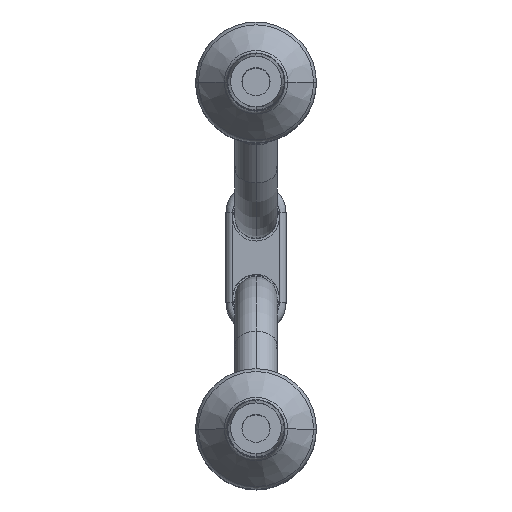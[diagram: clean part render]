
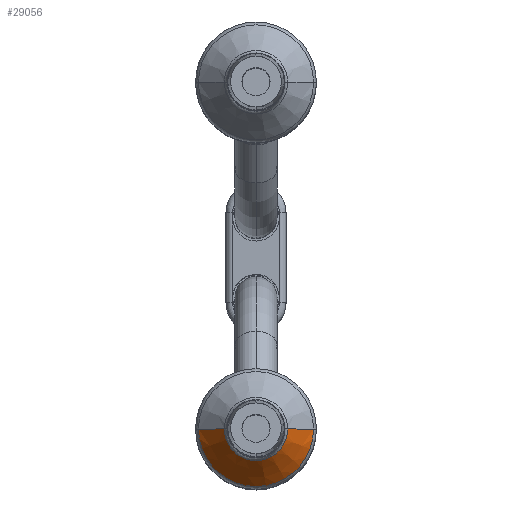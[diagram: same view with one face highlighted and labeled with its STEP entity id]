
A CAD part, top view. The second image highlights one B-rep face of the part: STEP entity #29056.
In plain terms, the highlighted conical face has half-angle 38.66 degrees and reference radius 1.7 mm.
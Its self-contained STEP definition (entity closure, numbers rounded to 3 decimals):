
#24734=CARTESIAN_POINT('',(13.037,0.,0.));
#24735=DIRECTION('',(-1.,0.,0.));
#24736=DIRECTION('',(0.,0.,1.));
#24737=AXIS2_PLACEMENT_3D('',#24734,#24735,#24736);
#24739=DIRECTION('',(-0.781,0.,-0.625));
#24740=VECTOR('',#24739,1.57);
#24741=CARTESIAN_POINT('',(14.263,0.,
-1.21));
#24742=LINE('',#24741,#24740);
#24743=CARTESIAN_POINT('',(14.263,0.,0.));
#24744=DIRECTION('',(1.,0.,0.));
#24745=DIRECTION('',(0.,0.,-1.));
#24746=AXIS2_PLACEMENT_3D('',#24743,#24744,#24745);
#24748=DIRECTION('',(-0.781,0.,0.625));
#24749=VECTOR('',#24748,1.57);
#24750=CARTESIAN_POINT('',(14.263,0.,
1.21));
#24751=LINE('',#24750,#24749);
#28086=CARTESIAN_POINT('',(14.263,0.,1.21));
#28087=CARTESIAN_POINT('',(14.263,0.,-1.21));
#28088=VERTEX_POINT('',#28086);
#28089=VERTEX_POINT('',#28087);
#28098=CARTESIAN_POINT('',(13.037,0.,-2.19));
#28099=CARTESIAN_POINT('',(13.037,0.,2.19));
#28100=VERTEX_POINT('',#28098);
#28101=VERTEX_POINT('',#28099);
#29042=CARTESIAN_POINT('',(13.65,0.,0.));
#29043=DIRECTION('',(-1.,0.,0.));
#29044=DIRECTION('',(0.,0.,-1.));
#29045=AXIS2_PLACEMENT_3D('',#29042,#29043,#29044);
#29046=CONICAL_SURFACE('',#29045,1.7,38.66);
#29047=ORIENTED_EDGE('',*,*,#29036,.T.);
#29049=ORIENTED_EDGE('',*,*,#29048,.F.);
#29051=ORIENTED_EDGE('',*,*,#29050,.T.);
#29053=ORIENTED_EDGE('',*,*,#29052,.T.);
#29054=EDGE_LOOP('',(#29047,#29049,#29051,#29053));
#29055=FACE_OUTER_BOUND('',#29054,.F.);
#29056=ADVANCED_FACE('',(#29055),#29046,.T.);
#24738=CIRCLE('',#24737,2.19);
#24747=CIRCLE('',#24746,1.21);
#29036=EDGE_CURVE('',#28101,#28100,#24738,.T.);
#29048=EDGE_CURVE('',#28089,#28100,#24742,.T.);
#29050=EDGE_CURVE('',#28089,#28088,#24747,.T.);
#29052=EDGE_CURVE('',#28088,#28101,#24751,.T.);
